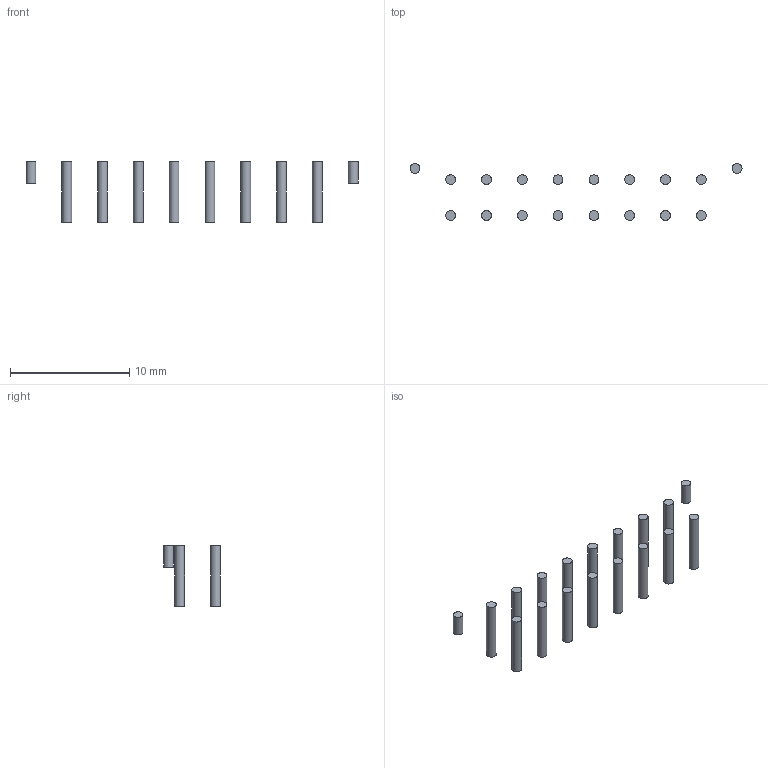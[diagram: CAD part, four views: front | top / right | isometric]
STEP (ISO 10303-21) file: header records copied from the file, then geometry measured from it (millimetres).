
FILE_DESCRIPTION(('FreeCAD Model'),'2;1');
FILE_NAME('464086.2.3.stp','2022-11-02T08:23:41',( 'Author'),(''),'Open CASCADE STEP processor 6.9','FreeCAD','Unknown' );
FILE_SCHEMA(('AUTOMOTIVE_DESIGN { 1 0 10303 214 1 1 1 1 }'));
Length unit declared in the file: millimetre
Products named in the file (3): ASSEMBLY; Lugs; Leads
Assembly tree (2 placements, depth 2):
  ASSEMBLY
    Lugs
    Leads
Bounding box: 27.82 x 4.76 x 5.1 mm (x, y, z)
Volume: 45 mm3; surface area: 238.5 mm2
Topology: 18 solids, 18 shells, 54 faces, 54 edges, 36 vertices
Faces by surface type: plane 36, cylinder 18
Full cylindrical faces by diameter (mm): 0.82 x18
Entity records: 1874 total; most frequent: DIRECTION 312, CARTESIAN_POINT 255, ORIENTED_EDGE 108, PCURVE 108, DEFINITIONAL_REPRESENTATION 108, AXIS2_PLACEMENT_3D 93, LINE 90, VECTOR 90
